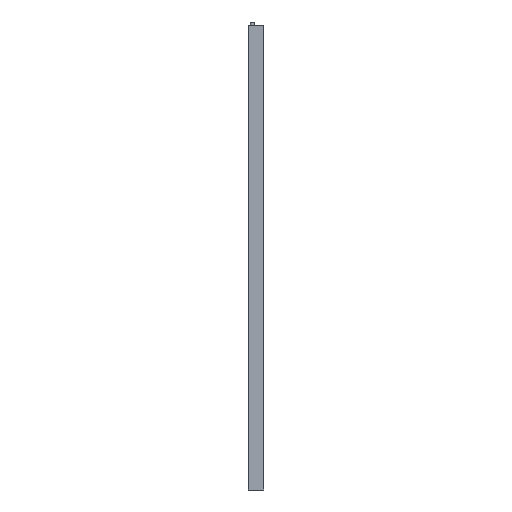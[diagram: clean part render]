
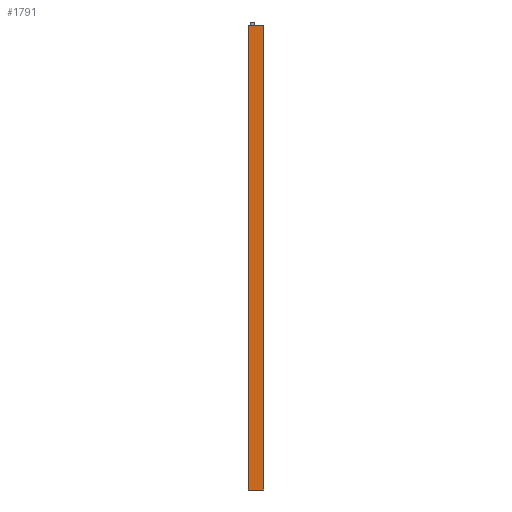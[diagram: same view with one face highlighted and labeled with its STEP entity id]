
A CAD part, left-side view. The second image highlights one B-rep face of the part: STEP entity #1791.
In plain terms, the highlighted planar face has unit normal (-1, 0.003, 0).
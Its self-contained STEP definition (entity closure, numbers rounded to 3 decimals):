
#505 = CARTESIAN_POINT ( 'NONE',  ( -6.4, 0.002, 0. ) ) ;
#685 = LINE ( 'NONE', #505, #3151 ) ;
#1392 = DIRECTION ( 'NONE',  ( 0., 0., 1. ) ) ;
#1791 = ADVANCED_FACE ( 'NONE', ( #9599 ), #21132, .F. ) ;
#3151 = VECTOR ( 'NONE', #30821, 1000. ) ;
#5433 = CARTESIAN_POINT ( 'NONE',  ( -6.401, -0.198, -950. ) ) ;
#6515 = EDGE_CURVE ( 'NONE', #16040, #18937, #33042, .T. ) ;
#7076 = CARTESIAN_POINT ( 'NONE',  ( -6.4, 0.002, -950. ) ) ;
#7222 = CARTESIAN_POINT ( 'NONE',  ( -6.498, -29.5, 0. ) ) ;
#8384 = VECTOR ( 'NONE', #8618, 1000. ) ;
#8618 = DIRECTION ( 'NONE',  ( 0.003, 1., 0. ) ) ;
#9599 = FACE_OUTER_BOUND ( 'NONE', #12853, .T. ) ;
#9609 = ORIENTED_EDGE ( 'NONE', *, *, #6515, .T. ) ;
#12210 = EDGE_CURVE ( 'NONE', #34321, #18937, #27215, .T. ) ;
#12348 = EDGE_CURVE ( 'NONE', #19669, #16040, #685, .T. ) ;
#12506 = EDGE_CURVE ( 'NONE', #34321, #19669, #32407, .T. ) ;
#12845 = DIRECTION ( 'NONE',  ( 1., -0.003, 0. ) ) ;
#12853 = EDGE_LOOP ( 'NONE', ( #20582, #9609, #18762, #29756 ) ) ;
#15623 = CARTESIAN_POINT ( 'NONE',  ( -6.498, -29.5, -950. ) ) ;
#16040 = VERTEX_POINT ( 'NONE', #27383 ) ;
#16552 = CARTESIAN_POINT ( 'NONE',  ( -6.4, 0.002, -950. ) ) ;
#18244 = DIRECTION ( 'NONE',  ( 0.003, 1., 0. ) ) ;
#18762 = ORIENTED_EDGE ( 'NONE', *, *, #12210, .F. ) ;
#18937 = VERTEX_POINT ( 'NONE', #28095 ) ;
#19669 = VERTEX_POINT ( 'NONE', #7222 ) ;
#20582 = ORIENTED_EDGE ( 'NONE', *, *, #12348, .T. ) ;
#21132 = PLANE ( 'NONE',  #26639 ) ;
#25588 = VECTOR ( 'NONE', #1392, 1000. ) ;
#26639 = AXIS2_PLACEMENT_3D ( 'NONE', #7076, #12845, #18244 ) ;
#27215 = LINE ( 'NONE', #16552, #8384 ) ;
#27383 = CARTESIAN_POINT ( 'NONE',  ( -6.401, -0.198, 0. ) ) ;
#27446 = DIRECTION ( 'NONE',  ( 0., 0., -1. ) ) ;
#28095 = CARTESIAN_POINT ( 'NONE',  ( -6.401, -0.198, -950. ) ) ;
#28713 = CARTESIAN_POINT ( 'NONE',  ( -6.498, -29.5, -950. ) ) ;
#29756 = ORIENTED_EDGE ( 'NONE', *, *, #12506, .T. ) ;
#30821 = DIRECTION ( 'NONE',  ( 0.003, 1., 0. ) ) ;
#32407 = LINE ( 'NONE', #15623, #25588 ) ;
#33042 = LINE ( 'NONE', #5433, #34370 ) ;
#34321 = VERTEX_POINT ( 'NONE', #28713 ) ;
#34370 = VECTOR ( 'NONE', #27446, 1000. ) ;
